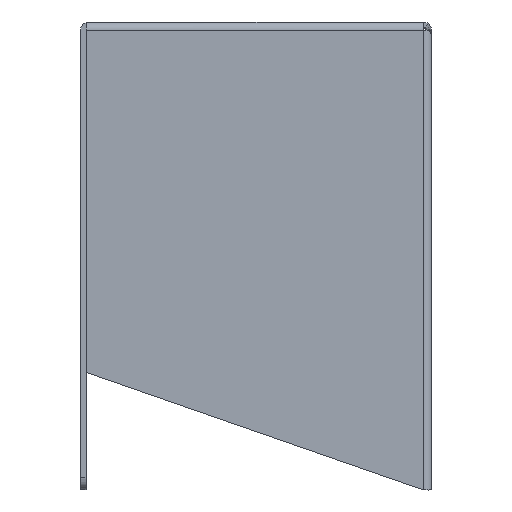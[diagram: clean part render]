
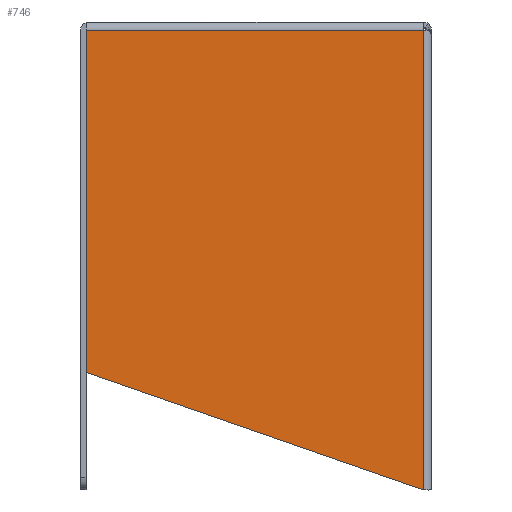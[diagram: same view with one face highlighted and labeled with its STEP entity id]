
A CAD part, left-side view. The second image highlights one B-rep face of the part: STEP entity #746.
In plain terms, the highlighted planar face has unit normal (-1, 0, 0).
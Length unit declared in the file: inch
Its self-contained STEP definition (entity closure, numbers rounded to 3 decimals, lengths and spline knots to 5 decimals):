
#8 = LINE ( 'NONE', #192, #990 ) ;
#55 = CARTESIAN_POINT ( 'NONE',  ( 0., 5.80992, 2.00871 ) ) ;
#82 = CARTESIAN_POINT ( 'NONE',  ( 0., 5.762, 7.857 ) ) ;
#110 = DIRECTION ( 'NONE',  ( 0., -1., 0. ) ) ;
#126 = EDGE_CURVE ( 'NONE', #1269, #688, #8, .T. ) ;
#189 = DIRECTION ( 'NONE',  ( 0., 0., 1. ) ) ;
#192 = CARTESIAN_POINT ( 'NONE',  ( 0., 5.80992, 47.37008 ) ) ;
#250 = LINE ( 'NONE', #55, #607 ) ;
#347 = EDGE_CURVE ( 'NONE', #688, #590, #250, .T. ) ;
#363 = PLANE ( 'NONE',  #1971 ) ;
#369 = ORIENTED_EDGE ( 'NONE', *, *, #1341, .T. ) ;
#387 = VERTEX_POINT ( 'NONE', #2144 ) ;
#409 = ORIENTED_EDGE ( 'NONE', *, *, #126, .T. ) ;
#451 = DIRECTION ( 'NONE',  ( 0., -0.944, -0.329 ) ) ;
#469 = LINE ( 'NONE', #483, #749 ) ;
#483 = CARTESIAN_POINT ( 'NONE',  ( 0., 0.048, 0. ) ) ;
#501 = CARTESIAN_POINT ( 'NONE',  ( 0., 5.80992, 2.00871 ) ) ;
#502 = ORIENTED_EDGE ( 'NONE', *, *, #1653, .F. ) ;
#554 = DIRECTION ( 'NONE',  ( 0., 0., 1. ) ) ;
#590 = VERTEX_POINT ( 'NONE', #1222 ) ;
#600 = CARTESIAN_POINT ( 'NONE',  ( 0., 0.048, 7.857 ) ) ;
#607 = VECTOR ( 'NONE', #451, 39.37008 ) ;
#621 = DIRECTION ( 'NONE',  ( 0., 0., -1. ) ) ;
#627 = EDGE_LOOP ( 'NONE', ( #502, #409, #2258, #369, #2142 ) ) ;
#688 = VERTEX_POINT ( 'NONE', #501 ) ;
#746 = ADVANCED_FACE ( 'NONE', ( #1523 ), #363, .T. ) ;
#749 = VECTOR ( 'NONE', #2030, 39.37008 ) ;
#764 = LINE ( 'NONE', #1349, #1579 ) ;
#980 = VERTEX_POINT ( 'NONE', #600 ) ;
#990 = VECTOR ( 'NONE', #621, 39.37008 ) ;
#1222 = CARTESIAN_POINT ( 'NONE',  ( 0., 0.048, 0. ) ) ;
#1269 = VERTEX_POINT ( 'NONE', #2245 ) ;
#1341 = EDGE_CURVE ( 'NONE', #590, #387, #469, .T. ) ;
#1349 = CARTESIAN_POINT ( 'NONE',  ( 0., 0.048, 7.85692 ) ) ;
#1478 = EDGE_CURVE ( 'NONE', #387, #980, #764, .T. ) ;
#1500 = CARTESIAN_POINT ( 'NONE',  ( 0., 0., 0. ) ) ;
#1523 = FACE_OUTER_BOUND ( 'NONE', #627, .T. ) ;
#1579 = VECTOR ( 'NONE', #189, 39.37008 ) ;
#1653 = EDGE_CURVE ( 'NONE', #1269, #980, #1835, .T. ) ;
#1835 = LINE ( 'NONE', #82, #2443 ) ;
#1971 = AXIS2_PLACEMENT_3D ( 'NONE', #1500, #2293, #554 ) ;
#2030 = DIRECTION ( 'NONE',  ( 0., 0., 1. ) ) ;
#2142 = ORIENTED_EDGE ( 'NONE', *, *, #1478, .T. ) ;
#2144 = CARTESIAN_POINT ( 'NONE',  ( 0., 0.048, 7.85692 ) ) ;
#2245 = CARTESIAN_POINT ( 'NONE',  ( 0., 5.80992, 7.857 ) ) ;
#2258 = ORIENTED_EDGE ( 'NONE', *, *, #347, .T. ) ;
#2293 = DIRECTION ( 'NONE',  ( -1., 0., 0. ) ) ;
#2443 = VECTOR ( 'NONE', #110, 39.37008 ) ;
